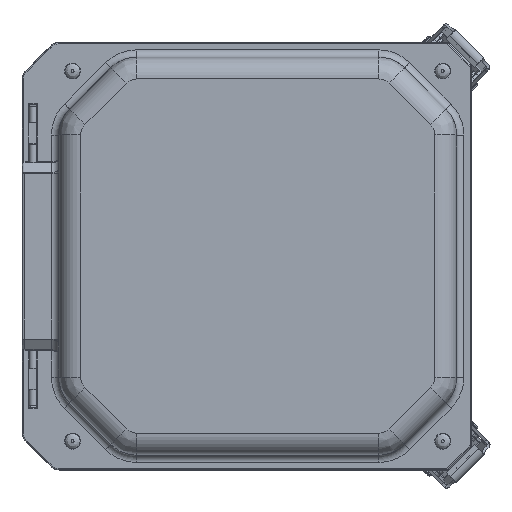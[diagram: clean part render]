
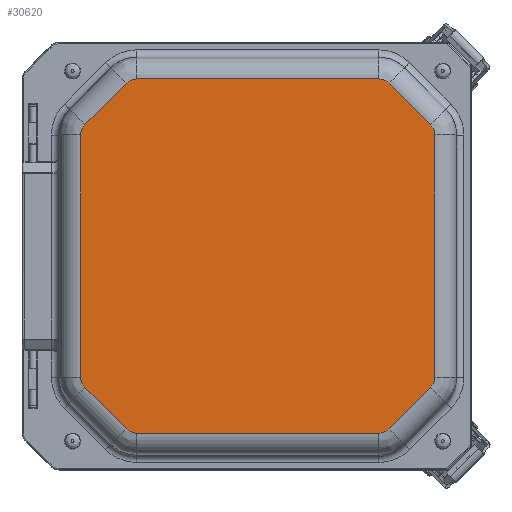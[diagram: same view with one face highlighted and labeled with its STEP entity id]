
A CAD part, top view. The second image highlights one B-rep face of the part: STEP entity #30620.
In plain terms, the highlighted planar face has unit normal (0, 0, 1).
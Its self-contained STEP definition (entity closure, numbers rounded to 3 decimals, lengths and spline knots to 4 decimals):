
#4058=LINE($,#69078,#6044);
#4061=LINE($,#69085,#6047);
#4062=LINE($,#69114,#6048);
#4063=LINE($,#69118,#6049);
#4064=LINE($,#69148,#6050);
#4066=LINE($,#69154,#6052);
#4067=LINE($,#69183,#6053);
#4068=LINE($,#69187,#6054);
#6044=VECTOR($,#42697,4.1941);
#6047=VECTOR($,#42704,1.0132);
#6048=VECTOR($,#42719,1.0132);
#6049=VECTOR($,#42724,4.1961);
#6050=VECTOR($,#42739,4.1961);
#6052=VECTOR($,#42745,1.0132);
#6053=VECTOR($,#42760,1.0132);
#6054=VECTOR($,#42765,4.1941);
#6809=PLANE($,#34140);
#8769=FACE_OUTER_BOUND($,#10800,.T.);
#10800=EDGE_LOOP($,(#27512,#27513,#27514,#27515,#27516,#27517,#27518,#27519,
#27520,#27521,#27522,#27523,#27524,#27525,#27526,#27527));
#12393=CIRCLE($,#34103,0.2539);
#12399=CIRCLE($,#34111,0.2539);
#12402=CIRCLE($,#34114,0.2539);
#12406=CIRCLE($,#34120,0.2539);
#12409=CIRCLE($,#34123,0.2539);
#12413=CIRCLE($,#34129,0.2539);
#12416=CIRCLE($,#34132,0.2539);
#12419=CIRCLE($,#34137,0.2539);
#14858=VERTEX_POINT($,#69068);
#14859=VERTEX_POINT($,#69070);
#14861=VERTEX_POINT($,#69076);
#14862=VERTEX_POINT($,#69081);
#14864=VERTEX_POINT($,#69095);
#14865=VERTEX_POINT($,#69107);
#14866=VERTEX_POINT($,#69112);
#14867=VERTEX_POINT($,#69116);
#14868=VERTEX_POINT($,#69128);
#14869=VERTEX_POINT($,#69140);
#14871=VERTEX_POINT($,#69146);
#14872=VERTEX_POINT($,#69150);
#14874=VERTEX_POINT($,#69164);
#14875=VERTEX_POINT($,#69176);
#14876=VERTEX_POINT($,#69181);
#14877=VERTEX_POINT($,#69185);
#19140=EDGE_CURVE($,#14858,#14859,#12393,.T.);
#19144=EDGE_CURVE($,#14861,#14858,#4058,.T.);
#19148=EDGE_CURVE($,#14859,#14862,#4061,.T.);
#19150=EDGE_CURVE($,#14864,#14861,#12399,.T.);
#19153=EDGE_CURVE($,#14862,#14865,#12402,.T.);
#19155=EDGE_CURVE($,#14866,#14864,#4062,.T.);
#19157=EDGE_CURVE($,#14865,#14867,#4063,.T.);
#19159=EDGE_CURVE($,#14868,#14866,#12406,.T.);
#19162=EDGE_CURVE($,#14867,#14869,#12409,.T.);
#19164=EDGE_CURVE($,#14871,#14868,#4064,.T.);
#19167=EDGE_CURVE($,#14869,#14872,#4066,.T.);
#19169=EDGE_CURVE($,#14874,#14871,#12413,.T.);
#19172=EDGE_CURVE($,#14872,#14875,#12416,.T.);
#19174=EDGE_CURVE($,#14876,#14874,#4067,.T.);
#19176=EDGE_CURVE($,#14875,#14877,#4068,.T.);
#19177=EDGE_CURVE($,#14877,#14876,#12419,.T.);
#27512=ORIENTED_EDGE($,*,*,#19140,.F.);
#27513=ORIENTED_EDGE($,*,*,#19144,.F.);
#27514=ORIENTED_EDGE($,*,*,#19150,.F.);
#27515=ORIENTED_EDGE($,*,*,#19155,.F.);
#27516=ORIENTED_EDGE($,*,*,#19159,.F.);
#27517=ORIENTED_EDGE($,*,*,#19164,.F.);
#27518=ORIENTED_EDGE($,*,*,#19169,.F.);
#27519=ORIENTED_EDGE($,*,*,#19174,.F.);
#27520=ORIENTED_EDGE($,*,*,#19177,.F.);
#27521=ORIENTED_EDGE($,*,*,#19176,.F.);
#27522=ORIENTED_EDGE($,*,*,#19172,.F.);
#27523=ORIENTED_EDGE($,*,*,#19167,.F.);
#27524=ORIENTED_EDGE($,*,*,#19162,.F.);
#27525=ORIENTED_EDGE($,*,*,#19157,.F.);
#27526=ORIENTED_EDGE($,*,*,#19153,.F.);
#27527=ORIENTED_EDGE($,*,*,#19148,.F.);
#30620=ADVANCED_FACE($,(#8769),#6809,.T.);
#34103=AXIS2_PLACEMENT_3D($,#69071,#42687,#42688);
#34111=AXIS2_PLACEMENT_3D($,#69097,#42707,#42708);
#34114=AXIS2_PLACEMENT_3D($,#69110,#42713,#42714);
#34120=AXIS2_PLACEMENT_3D($,#69130,#42727,#42728);
#34123=AXIS2_PLACEMENT_3D($,#69144,#42733,#42734);
#34129=AXIS2_PLACEMENT_3D($,#69166,#42748,#42749);
#34132=AXIS2_PLACEMENT_3D($,#69179,#42754,#42755);
#34137=AXIS2_PLACEMENT_3D($,#69197,#42766,#42767);
#34140=AXIS2_PLACEMENT_3D($,#69202,#42774,#42775);
#42687=DIRECTION('center_axis',(0.,0.,-1.));
#42688=DIRECTION('ref_axis',(-0.383,-0.924,0.));
#42697=DIRECTION($,(-1.,0.,0.));
#42704=DIRECTION($,(-0.707,0.707,0.));
#42707=DIRECTION('center_axis',(0.,0.,-1.));
#42708=DIRECTION('ref_axis',(0.383,-0.924,0.));
#42713=DIRECTION('center_axis',(0.,0.,-1.));
#42714=DIRECTION('ref_axis',(-0.924,-0.383,0.));
#42719=DIRECTION($,(-0.707,-0.707,0.));
#42724=DIRECTION($,(0.,1.,0.));
#42727=DIRECTION('center_axis',(0.,0.,-1.));
#42728=DIRECTION('ref_axis',(0.924,-0.383,0.));
#42733=DIRECTION('center_axis',(0.,0.,-1.));
#42734=DIRECTION('ref_axis',(-0.924,0.383,0.));
#42739=DIRECTION($,(0.,-1.,0.));
#42745=DIRECTION($,(0.707,0.707,0.));
#42748=DIRECTION('center_axis',(0.,0.,-1.));
#42749=DIRECTION('ref_axis',(0.924,0.383,0.));
#42754=DIRECTION('center_axis',(0.,0.,-1.));
#42755=DIRECTION('ref_axis',(-0.383,0.924,0.));
#42760=DIRECTION($,(0.707,-0.707,0.));
#42765=DIRECTION($,(1.,0.,0.));
#42766=DIRECTION('center_axis',(0.,0.,-1.));
#42767=DIRECTION('ref_axis',(0.383,0.924,0.));
#42774=DIRECTION('center_axis',(0.,0.,1.));
#42775=DIRECTION('ref_axis',(1.,0.,0.));
#69068=CARTESIAN_POINT('',(-1.9086,-3.0684,1.));
#69070=CARTESIAN_POINT('',(-2.0881,-2.994,1.));
#69071=CARTESIAN_POINT('Origin',(-1.9086,-2.8145,1.));
#69076=CARTESIAN_POINT('',(2.2856,-3.0684,1.));
#69078=CARTESIAN_POINT($,(2.2856,-3.0684,1.));
#69081=CARTESIAN_POINT('',(-2.8045,-2.2776,1.));
#69085=CARTESIAN_POINT($,(-2.0881,-2.994,1.));
#69095=CARTESIAN_POINT('',(2.4651,-2.994,1.));
#69097=CARTESIAN_POINT('Origin',(2.2856,-2.8145,1.));
#69107=CARTESIAN_POINT('',(-2.8789,-2.0981,1.));
#69110=CARTESIAN_POINT('Origin',(-2.625,-2.0981,1.));
#69112=CARTESIAN_POINT('',(3.1815,-2.2776,1.));
#69114=CARTESIAN_POINT($,(3.1815,-2.2776,1.));
#69116=CARTESIAN_POINT('',(-2.8789,2.0981,1.));
#69118=CARTESIAN_POINT($,(-2.8789,-2.0981,1.));
#69128=CARTESIAN_POINT('',(3.2559,-2.0981,1.));
#69130=CARTESIAN_POINT('Origin',(3.002,-2.0981,1.));
#69140=CARTESIAN_POINT('',(-2.8045,2.2776,1.));
#69144=CARTESIAN_POINT('Origin',(-2.625,2.0981,1.));
#69146=CARTESIAN_POINT('',(3.2559,2.0981,1.));
#69148=CARTESIAN_POINT($,(3.2559,2.0981,1.));
#69150=CARTESIAN_POINT('',(-2.0881,2.994,1.));
#69154=CARTESIAN_POINT($,(-2.8045,2.2776,1.));
#69164=CARTESIAN_POINT('',(3.1815,2.2776,1.));
#69166=CARTESIAN_POINT('Origin',(3.002,2.0981,1.));
#69176=CARTESIAN_POINT('',(-1.9086,3.0684,1.));
#69179=CARTESIAN_POINT('Origin',(-1.9086,2.8145,1.));
#69181=CARTESIAN_POINT('',(2.4651,2.994,1.));
#69183=CARTESIAN_POINT($,(2.4651,2.994,1.));
#69185=CARTESIAN_POINT('',(2.2856,3.0684,1.));
#69187=CARTESIAN_POINT($,(-1.9086,3.0684,1.));
#69197=CARTESIAN_POINT('Origin',(2.2856,2.8145,1.));
#69202=CARTESIAN_POINT('Origin',(0.1885,0.,1.));
